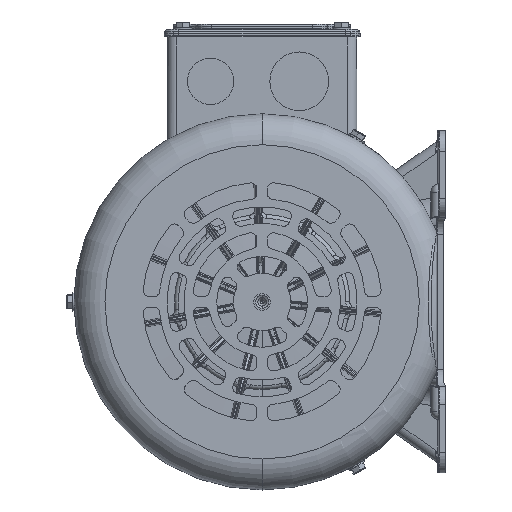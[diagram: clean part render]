
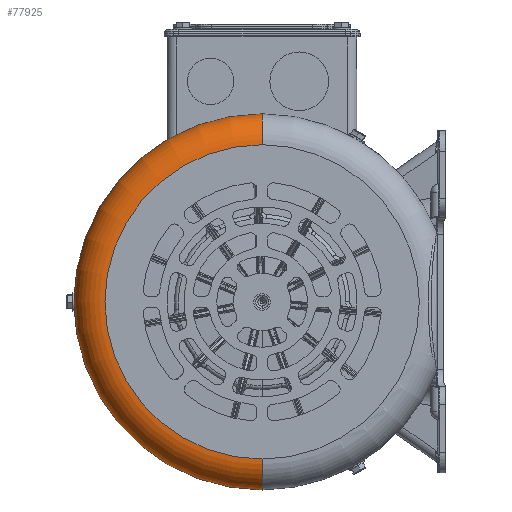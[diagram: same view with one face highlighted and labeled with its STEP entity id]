
A CAD part, left-side view. The second image highlights one B-rep face of the part: STEP entity #77925.
In plain terms, the highlighted toroidal (fillet/blend) face has major radius 76.25 mm and minor radius 15 mm.
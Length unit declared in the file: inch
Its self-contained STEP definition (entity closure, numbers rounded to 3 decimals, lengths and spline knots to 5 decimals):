
#10 = DIRECTION ( 'NONE',  ( 0., -1., 0. ) ) ;
#2154 = TOROIDAL_SURFACE ( 'NONE', #153778, 3.00197, 0.59055 ) ;
#2445 = DIRECTION ( 'NONE',  ( 0., 0., 1. ) ) ;
#17036 = DIRECTION ( 'NONE',  ( 0., 0., 1. ) ) ;
#19506 = CIRCLE ( 'NONE', #66694, 0.59055 ) ;
#22388 = CARTESIAN_POINT ( 'NONE',  ( -5.49213, 0., 0. ) ) ;
#24858 = ORIENTED_EDGE ( 'NONE', *, *, #90503, .T. ) ;
#31733 = CIRCLE ( 'NONE', #121412, 0.59055 ) ;
#41398 = CIRCLE ( 'NONE', #86172, 3.00197 ) ;
#45968 = DIRECTION ( 'NONE',  ( -1., 0., 0. ) ) ;
#59739 = CARTESIAN_POINT ( 'NONE',  ( -6.08268, 0., 3.00197 ) ) ;
#60824 = CARTESIAN_POINT ( 'NONE',  ( -5.49213, 0., 0. ) ) ;
#61555 = CARTESIAN_POINT ( 'NONE',  ( -6.08268, 0., 0. ) ) ;
#66694 = AXIS2_PLACEMENT_3D ( 'NONE', #77450, #136509, #112424 ) ;
#77286 = EDGE_CURVE ( 'NONE', #145915, #144362, #19506, .T. ) ;
#77450 = CARTESIAN_POINT ( 'NONE',  ( -5.49213, 0., -3.00197 ) ) ;
#77925 = ADVANCED_FACE ( 'NONE', ( #81558 ), #2154, .T. ) ;
#81036 = CARTESIAN_POINT ( 'NONE',  ( -5.49213, 0., 3.00197 ) ) ;
#81558 = FACE_OUTER_BOUND ( 'NONE', #108160, .T. ) ;
#81666 = CARTESIAN_POINT ( 'NONE',  ( -6.08268, 0., -3.00197 ) ) ;
#82403 = AXIS2_PLACEMENT_3D ( 'NONE', #60824, #106771, #17036 ) ;
#86172 = AXIS2_PLACEMENT_3D ( 'NONE', #61555, #109022, #2445 ) ;
#90503 = EDGE_CURVE ( 'NONE', #145915, #128869, #41398, .T. ) ;
#90545 = ORIENTED_EDGE ( 'NONE', *, *, #77286, .F. ) ;
#98444 = EDGE_CURVE ( 'NONE', #103417, #128869, #31733, .T. ) ;
#103417 = VERTEX_POINT ( 'NONE', #145203 ) ;
#106771 = DIRECTION ( 'NONE',  ( -1., 0., 0. ) ) ;
#108160 = EDGE_LOOP ( 'NONE', ( #120520, #129747, #90545, #24858 ) ) ;
#109022 = DIRECTION ( 'NONE',  ( 1., 0., 0. ) ) ;
#112424 = DIRECTION ( 'NONE',  ( -1., 0., 0. ) ) ;
#119532 = CIRCLE ( 'NONE', #82403, 3.59252 ) ;
#120520 = ORIENTED_EDGE ( 'NONE', *, *, #98444, .F. ) ;
#121412 = AXIS2_PLACEMENT_3D ( 'NONE', #81036, #10, #45968 ) ;
#128869 = VERTEX_POINT ( 'NONE', #59739 ) ;
#129725 = DIRECTION ( 'NONE',  ( -1., 0., 0. ) ) ;
#129747 = ORIENTED_EDGE ( 'NONE', *, *, #133427, .T. ) ;
#133427 = EDGE_CURVE ( 'NONE', #103417, #144362, #119532, .T. ) ;
#136509 = DIRECTION ( 'NONE',  ( 0., -1., 0. ) ) ;
#144362 = VERTEX_POINT ( 'NONE', #146043 ) ;
#145203 = CARTESIAN_POINT ( 'NONE',  ( -5.49213, 0., 3.59252 ) ) ;
#145915 = VERTEX_POINT ( 'NONE', #81666 ) ;
#146043 = CARTESIAN_POINT ( 'NONE',  ( -5.49213, 0., -3.59252 ) ) ;
#153096 = DIRECTION ( 'NONE',  ( 0., 0., 1. ) ) ;
#153778 = AXIS2_PLACEMENT_3D ( 'NONE', #22388, #129725, #153096 ) ;
